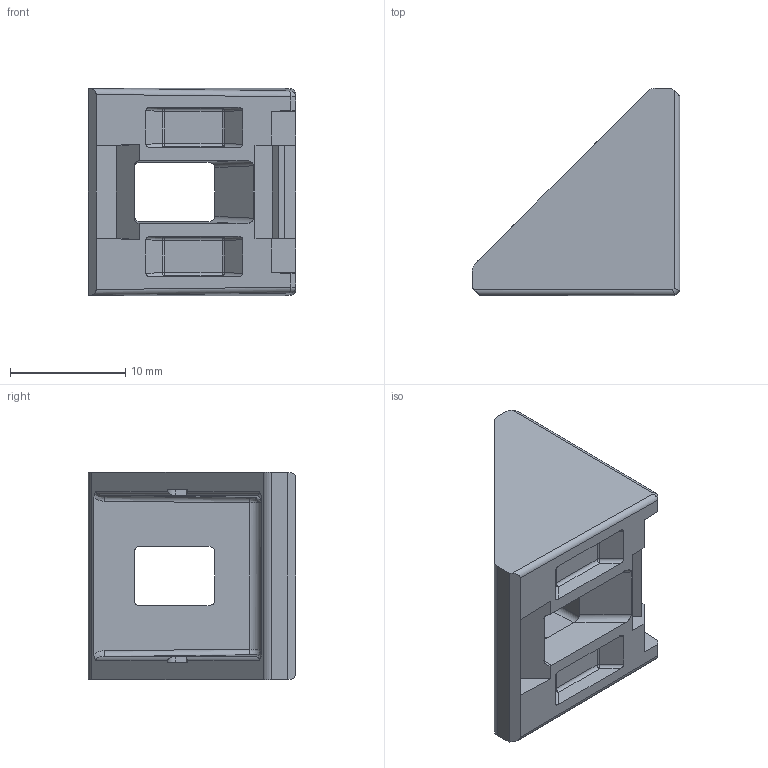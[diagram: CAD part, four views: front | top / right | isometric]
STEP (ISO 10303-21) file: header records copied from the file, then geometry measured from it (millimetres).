
FILE_DESCRIPTION (( 'STEP AP214' ), '1' );
FILE_NAME ('093w203.STEP', '2014-08-20T10:42:45', ( '' ), ( '' ), 'SwSTEP 2.0', 'SolidWorks 2014', '' );
FILE_SCHEMA (( 'AUTOMOTIVE_DESIGN' ));
Length unit declared in the file: millimetre
Products named in the file (1): 093w203
Bounding box: 18 x 18 x 18 mm (x, y, z)
Volume: 1632 mm3; surface area: 1917.4 mm2
Topology: 1 solids, 1 shells, 156 faces, 401 edges, 242 vertices
Faces by surface type: plane 68, cylinder 65, sphere 16, bspline 7
Entity records: 4735 total; most frequent: CARTESIAN_POINT 1177, ORIENTED_EDGE 786, DIRECTION 680, EDGE_CURVE 393, LINE 250, VECTOR 250, VERTEX_POINT 242, AXIS2_PLACEMENT_3D 215
